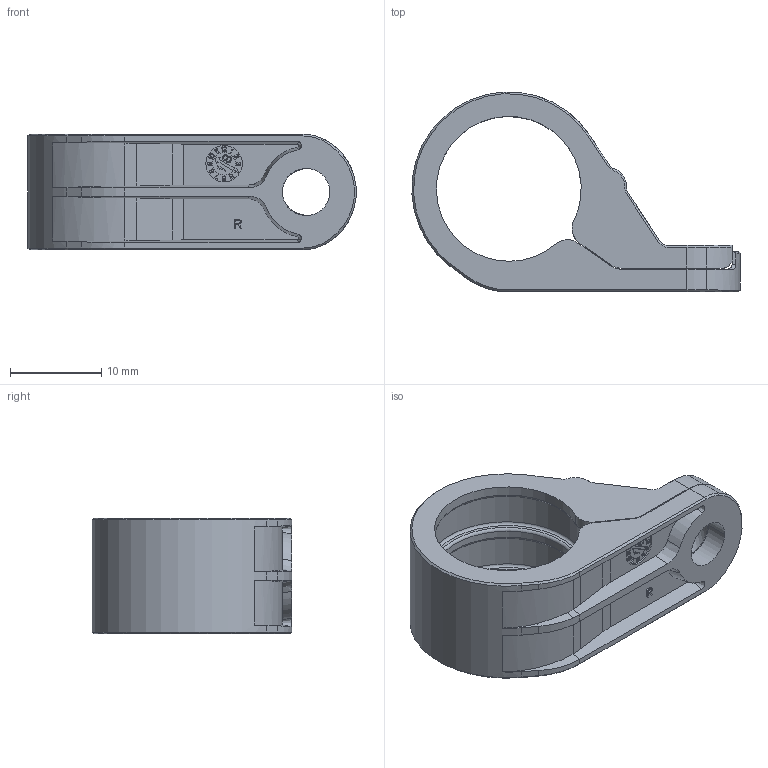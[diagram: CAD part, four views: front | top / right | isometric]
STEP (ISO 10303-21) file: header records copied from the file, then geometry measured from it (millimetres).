
FILE_DESCRIPTION((''),'2;1');
FILE_NAME('3506_8X18_5XX-FERME','2020-02-25T',('presta_be4'),(''),'CREO PARAMETRIC BY PTC INC, 2018360','CREO PARAMETRIC BY PTC INC, 2018360','');
FILE_SCHEMA(('CONFIG_CONTROL_DESIGN'));
Length unit declared in the file: millimetre
Products named in the file (1): 3506_8X18_5XX-FERME
Bounding box: 36.01 x 21.93 x 12.7 mm (x, y, z)
Volume: 2433.6 mm3; surface area: 3327.5 mm2
Topology: 1 solids, 1 shells, 787 faces, 2195 edges, 1439 vertices
Faces by surface type: plane 643, cylinder 57, bspline 34, cone 34, torus 19
Entity records: 27591 total; most frequent: CARTESIAN_POINT 7671, ORIENTED_EDGE 4390, DIRECTION 3688, EDGE_CURVE 2195, VECTOR 1874, LINE 1874, VERTEX_POINT 1439, AXIS2_PLACEMENT_3D 907
